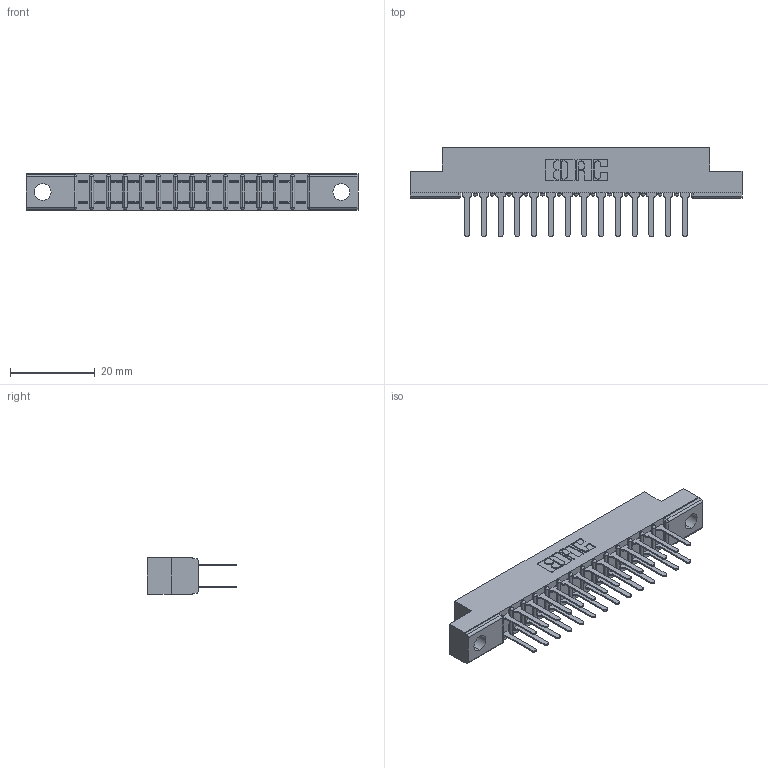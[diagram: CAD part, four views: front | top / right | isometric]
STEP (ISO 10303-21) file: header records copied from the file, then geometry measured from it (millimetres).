
FILE_DESCRIPTION (( 'STEP AP203' ), '1' );
FILE_NAME ('307-028-422-204.STEP', '2020-09-29T07:39:47', ( '' ), ( '' ), 'SwSTEP 2.0', 'SolidWorks 2020', '' );
FILE_SCHEMA (( 'CONFIG_CONTROL_DESIGN' ));
Length unit declared in the file: inch
Products named in the file (3): 307-290-001_522; 307-028-422-204; 307 Part_.156 Dia Mounting Holes
Assembly tree (29 placements, depth 2):
  307-028-422-204
    307 Part_.156 Dia Mounting Holes
    307-290-001_522  x28
Bounding box: 78.49 x 21.11 x 8.71 mm (x, y, z)
Volume: 5089.1 mm3; surface area: 8775.5 mm2
Topology: 29 solids, 29 shells, 1435 faces, 3999 edges, 2586 vertices
Faces by surface type: plane 952, cylinder 453, sphere 30
Entity records: 16288 total; most frequent: CARTESIAN_POINT 2676, ORIENTED_EDGE 2646, DIRECTION 2625, EDGE_CURVE 1323, LINE 1011, VECTOR 1011, VERTEX_POINT 858, AXIS2_PLACEMENT_3D 807
